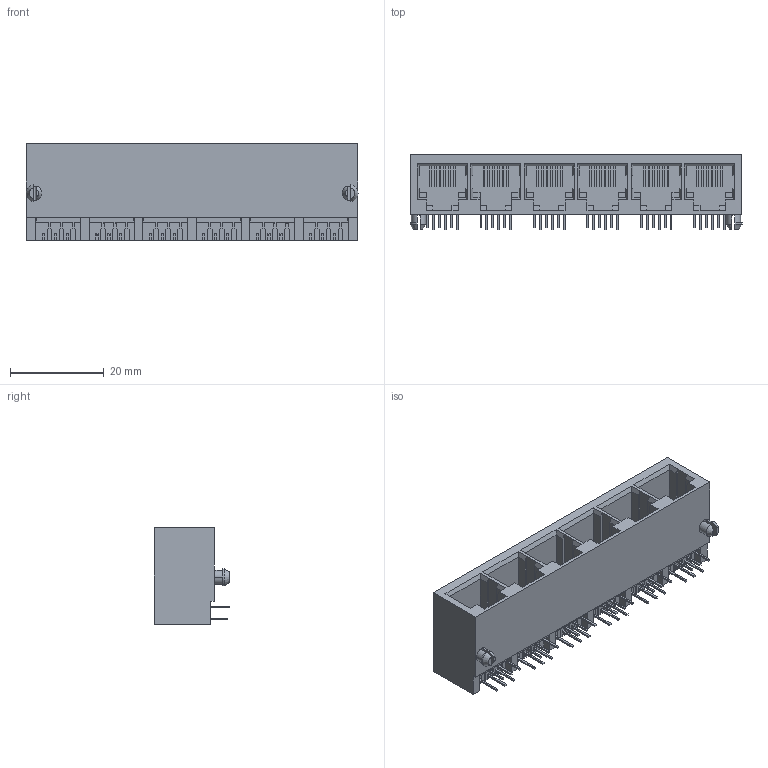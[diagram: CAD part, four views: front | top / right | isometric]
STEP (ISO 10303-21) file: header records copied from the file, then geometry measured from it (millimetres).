
FILE_DESCRIPTION((''),'2;1');
FILE_NAME('432236113','2015-12-18T',('me'),(''),'PRO/ENGINEER BY PARAMETRIC TECHNOLOGY CORPORATION, 2011490','PRO/ENGINEER BY PARAMETRIC TECHNOLOGY CORPORATION, 2011490','');
FILE_SCHEMA(('CONFIG_CONTROL_DESIGN'));
Length unit declared in the file: inch
Products named in the file (1): 432236113
Bounding box: 70.71 x 16.13 x 20.57 mm (x, y, z)
Volume: 11193.3 mm3; surface area: 9018.8 mm2
Topology: 1 solids, 1 shells, 835 faces, 2382 edges, 1596 vertices
Faces by surface type: plane 822, cylinder 9, cone 4
Entity records: 26608 total; most frequent: CARTESIAN_POINT 4795, ORIENTED_EDGE 4606, DIRECTION 4132, EDGE_CURVE 2303, VECTOR 2272, LINE 2272, VERTEX_POINT 1514, AXIS2_PLACEMENT_3D 930
